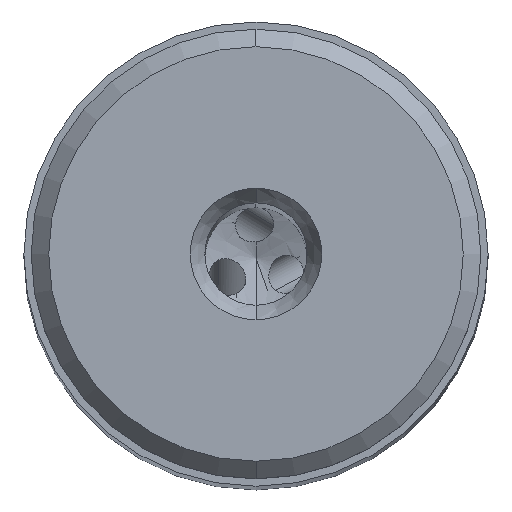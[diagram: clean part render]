
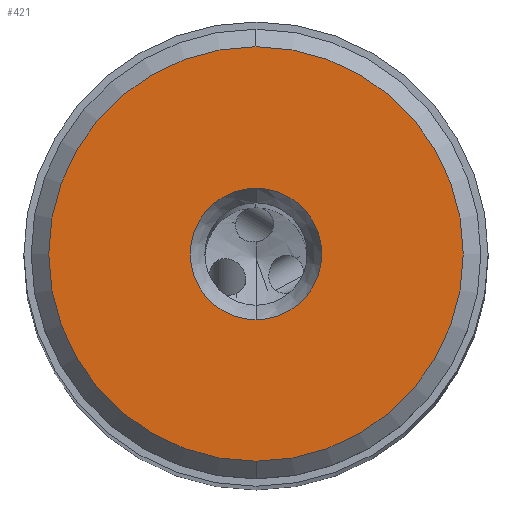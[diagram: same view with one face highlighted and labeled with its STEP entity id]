
A CAD part, top view. The second image highlights one B-rep face of the part: STEP entity #421.
In plain terms, the highlighted planar face has unit normal (0, 0, 1).
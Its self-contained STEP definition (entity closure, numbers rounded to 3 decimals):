
#155=FACE_BOUND('',#1214,.T.);
#156=FACE_BOUND('',#1215,.T.);
#252=PLANE('',#6177);
#421=ADVANCED_FACE('',(#155,#156),#252,.T.);
#1214=EDGE_LOOP('',(#3194,#3195));
#1215=EDGE_LOOP('',(#3196,#3197));
#3194=ORIENTED_EDGE('',*,*,#5117,.F.);
#3195=ORIENTED_EDGE('',*,*,#5118,.F.);
#3196=ORIENTED_EDGE('',*,*,#5119,.F.);
#3197=ORIENTED_EDGE('',*,*,#5116,.F.);
#4416=VERTEX_POINT('',#12297);
#4417=VERTEX_POINT('',#12299);
#4418=VERTEX_POINT('',#12303);
#4419=VERTEX_POINT('',#12304);
#5116=EDGE_CURVE('',#4417,#4416,#5617,.T.);
#5117=EDGE_CURVE('',#4418,#4419,#5618,.T.);
#5118=EDGE_CURVE('',#4419,#4418,#5619,.T.);
#5119=EDGE_CURVE('',#4416,#4417,#5620,.T.);
#5617=CIRCLE('',#6172,4.5);
#5618=CIRCLE('',#6174,14.175);
#5619=CIRCLE('',#6175,14.175);
#5620=CIRCLE('',#6176,4.5);
#6172=AXIS2_PLACEMENT_3D('',#12300,#7247,#7248);
#6174=AXIS2_PLACEMENT_3D('',#12302,#7251,#7252);
#6175=AXIS2_PLACEMENT_3D('',#12305,#7253,#7254);
#6176=AXIS2_PLACEMENT_3D('',#12306,#7255,#7256);
#6177=AXIS2_PLACEMENT_3D('',#12307,#7257,#7258);
#7247=DIRECTION('',(0.,0.,1.));
#7248=DIRECTION('',(0.,-1.,0.));
#7251=DIRECTION('',(0.,0.,-1.));
#7252=DIRECTION('',(0.,-1.,0.));
#7253=DIRECTION('',(0.,0.,-1.));
#7254=DIRECTION('',(0.,1.,0.));
#7255=DIRECTION('',(0.,0.,1.));
#7256=DIRECTION('',(0.,1.,0.));
#7257=DIRECTION('',(0.,0.,1.));
#7258=DIRECTION('',(-1.,0.,0.));
#12297=CARTESIAN_POINT('',(0.,4.5,0.));
#12299=CARTESIAN_POINT('',(0.,-4.5,0.));
#12300=CARTESIAN_POINT('',(0.,0.,0.));
#12302=CARTESIAN_POINT('',(0.,0.,0.));
#12303=CARTESIAN_POINT('',(0.,-14.175,0.));
#12304=CARTESIAN_POINT('',(0.,14.175,0.));
#12305=CARTESIAN_POINT('',(0.,0.,0.));
#12306=CARTESIAN_POINT('',(0.,0.,0.));
#12307=CARTESIAN_POINT('',(0.,0.,0.));
